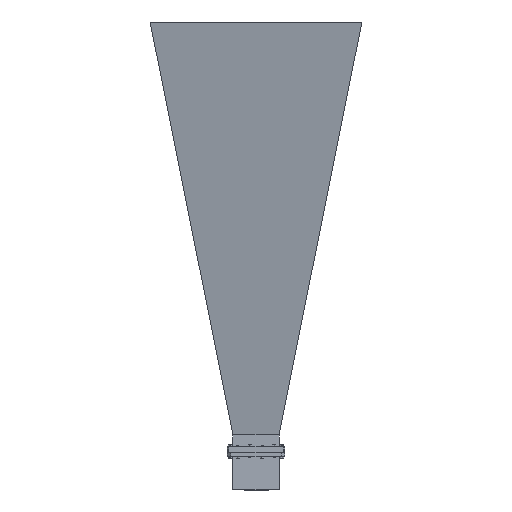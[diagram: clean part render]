
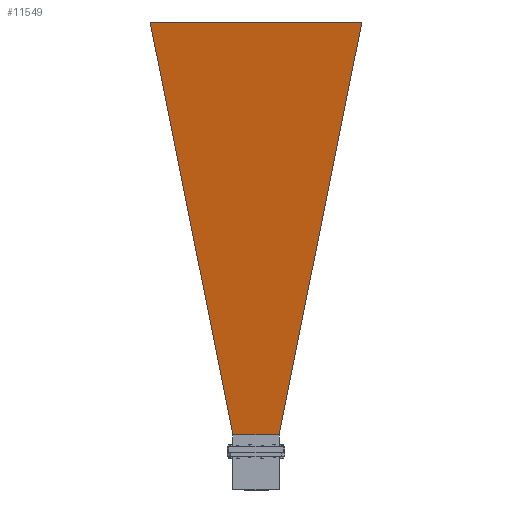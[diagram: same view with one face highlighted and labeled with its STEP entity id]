
A CAD part, front view. The second image highlights one B-rep face of the part: STEP entity #11549.
In plain terms, the highlighted face is planar.
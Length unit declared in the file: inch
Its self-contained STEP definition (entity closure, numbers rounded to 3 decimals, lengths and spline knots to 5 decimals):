
#662 = EDGE_LOOP ( 'NONE', ( #13798, #18794, #13409, #33385 ) ) ;
#1688 = VERTEX_POINT ( 'NONE', #18923 ) ;
#2504 = EDGE_CURVE ( 'NONE', #1688, #17557, #11658, .T. ) ;
#3147 = VERTEX_POINT ( 'NONE', #11182 ) ;
#3588 = CARTESIAN_POINT ( 'NONE',  ( -5.27171, 0., 29.51803 ) ) ;
#3784 = DIRECTION ( 'NONE',  ( -0.987, 0., -0.161 ) ) ;
#5003 = DIRECTION ( 'NONE',  ( -0.158, -0.194, 0.968 ) ) ;
#5501 = VECTOR ( 'NONE', #29840, 39.37008 ) ;
#8142 = CARTESIAN_POINT ( 'NONE',  ( -5.27171, -7.06465, 29.51803 ) ) ;
#9352 = DIRECTION ( 'NONE',  ( 0., 1., 0. ) ) ;
#9586 = CARTESIAN_POINT ( 'NONE',  ( -0.78819, -1.53863, 1.95896 ) ) ;
#11118 = CARTESIAN_POINT ( 'NONE',  ( -3.02764, 0., 15.7243 ) ) ;
#11182 = CARTESIAN_POINT ( 'NONE',  ( -5.27171, 7.06465, 29.51803 ) ) ;
#11549 = ADVANCED_FACE ( 'NONE', ( #27735 ), #27383, .T. ) ;
#11658 = LINE ( 'NONE', #19185, #5501 ) ;
#12054 = EDGE_CURVE ( 'NONE', #3147, #1688, #15029, .T. ) ;
#13409 = ORIENTED_EDGE ( 'NONE', *, *, #16357, .T. ) ;
#13798 = ORIENTED_EDGE ( 'NONE', *, *, #2504, .T. ) ;
#15029 = LINE ( 'NONE', #33893, #27893 ) ;
#16029 = VECTOR ( 'NONE', #5003, 39.37008 ) ;
#16357 = EDGE_CURVE ( 'NONE', #23234, #3147, #33287, .T. ) ;
#17557 = VERTEX_POINT ( 'NONE', #9586 ) ;
#18271 = LINE ( 'NONE', #20910, #16029 ) ;
#18794 = ORIENTED_EDGE ( 'NONE', *, *, #31268, .T. ) ;
#18923 = CARTESIAN_POINT ( 'NONE',  ( -0.78819, 1.53863, 1.95896 ) ) ;
#19185 = CARTESIAN_POINT ( 'NONE',  ( -0.78819, 0., 1.95896 ) ) ;
#20910 = CARTESIAN_POINT ( 'NONE',  ( -0.78819, -1.53863, 1.95896 ) ) ;
#21215 = AXIS2_PLACEMENT_3D ( 'NONE', #11118, #3784, #24408 ) ;
#23234 = VERTEX_POINT ( 'NONE', #8142 ) ;
#23951 = VECTOR ( 'NONE', #9352, 39.37008 ) ;
#24408 = DIRECTION ( 'NONE',  ( -0.161, 0., 0.987 ) ) ;
#27383 = PLANE ( 'NONE',  #21215 ) ;
#27735 = FACE_OUTER_BOUND ( 'NONE', #662, .T. ) ;
#27893 = VECTOR ( 'NONE', #28142, 39.37008 ) ;
#28142 = DIRECTION ( 'NONE',  ( 0.158, -0.194, -0.968 ) ) ;
#29840 = DIRECTION ( 'NONE',  ( 0., -1., 0. ) ) ;
#31268 = EDGE_CURVE ( 'NONE', #17557, #23234, #18271, .T. ) ;
#33287 = LINE ( 'NONE', #3588, #23951 ) ;
#33385 = ORIENTED_EDGE ( 'NONE', *, *, #12054, .T. ) ;
#33893 = CARTESIAN_POINT ( 'NONE',  ( -5.27171, 7.06465, 29.51803 ) ) ;
